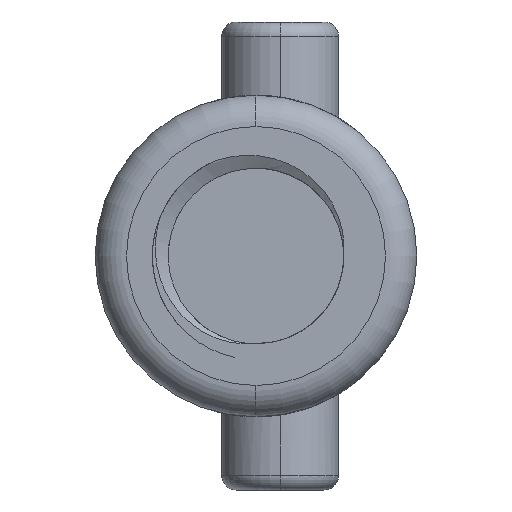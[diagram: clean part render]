
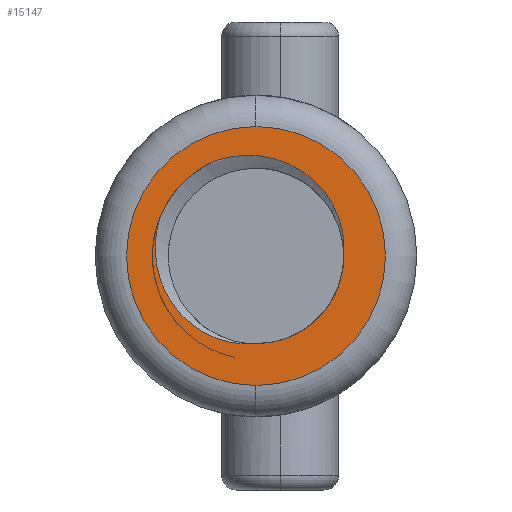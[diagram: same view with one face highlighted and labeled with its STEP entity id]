
A CAD part, left-side view. The second image highlights one B-rep face of the part: STEP entity #15147.
In plain terms, the highlighted planar face has unit normal (-1, 0, 0).
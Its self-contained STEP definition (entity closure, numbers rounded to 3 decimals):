
#53 = ORIENTED_EDGE ( 'NONE', *, *, #10385, .T. ) ;
#260 = CARTESIAN_POINT ( 'NONE',  ( 0., 0.326, 3.367 ) ) ;
#340 = CARTESIAN_POINT ( 'NONE',  ( 0., -1.777, 1.814 ) ) ;
#393 = DIRECTION ( 'NONE',  ( -1., 0., 0. ) ) ;
#545 = CARTESIAN_POINT ( 'NONE',  ( 0., 4.097, 1.355 ) ) ;
#837 = CARTESIAN_POINT ( 'NONE',  ( 0., 2.181, 3.272 ) ) ;
#909 = DIRECTION ( 'NONE',  ( 0., 0., -1. ) ) ;
#990 = FACE_OUTER_BOUND ( 'NONE', #6057, .T. ) ;
#1324 = CARTESIAN_POINT ( 'NONE',  ( 0., 1.128, 3.453 ) ) ;
#1480 = CARTESIAN_POINT ( 'NONE',  ( 0., -2.186, 0.541 ) ) ;
#1494 = CARTESIAN_POINT ( 'NONE',  ( 0., 4.181, 1.098 ) ) ;
#1738 = CARTESIAN_POINT ( 'NONE',  ( 0., 2.869, -2.467 ) ) ;
#1954 = CARTESIAN_POINT ( 'NONE',  ( 0., 0.826, 0. ) ) ;
#2026 = CARTESIAN_POINT ( 'NONE',  ( 0., 1.363, -3.012 ) ) ;
#2120 = EDGE_CURVE ( 'NONE', #7514, #9744, #11638, .T. ) ;
#2281 = ORIENTED_EDGE ( 'NONE', *, *, #8569, .T. ) ;
#2564 = CARTESIAN_POINT ( 'NONE',  ( 0., 0.826, -3. ) ) ;
#2644 = CARTESIAN_POINT ( 'NONE',  ( 0., 4.233, 0.835 ) ) ;
#2715 = CARTESIAN_POINT ( 'NONE',  ( 0., -0.433, 3.091 ) ) ;
#2813 = CARTESIAN_POINT ( 'NONE',  ( 0., 2.273, -2.782 ) ) ;
#3359 = EDGE_CURVE ( 'NONE', #7514, #6488, #8805, .T. ) ;
#3785 = DIRECTION ( 'NONE',  ( -1., 0., 0. ) ) ;
#3884 = CARTESIAN_POINT ( 'NONE',  ( 0., 4.279, 0.301 ) ) ;
#3900 = CARTESIAN_POINT ( 'NONE',  ( 0., 4.097, 1.355 ) ) ;
#4050 = CARTESIAN_POINT ( 'NONE',  ( 0., 2.637, -2.613 ) ) ;
#4335 = DIRECTION ( 'NONE',  ( 0., 0., 1. ) ) ;
#4405 = CARTESIAN_POINT ( 'NONE',  ( 0., 3.919, 1.786 ) ) ;
#5185 = CARTESIAN_POINT ( 'NONE',  ( 0., 0.854, 3.446 ) ) ;
#5199 = CARTESIAN_POINT ( 'NONE',  ( 0., 3.916, -1.26 ) ) ;
#5211 = B_SPLINE_CURVE_WITH_KNOTS ( 'NONE', 3,
 ( #15325, #5351, #8927, #1324, #5185, #260, #5264, #2715, #11408, #13927, #7643, #7724, #12719, #340, #6498, #11564, #10324, #1480, #11483, #15242 ),
 .UNSPECIFIED., .F., .F.,
 ( 4, 2, 2, 2, 2, 2, 2, 2, 2, 4 ),
 ( 0., 0.001, 0.002, 0.002, 0.003, 0.004, 0.004, 0.005, 0.006, 0.006 ),
 .UNSPECIFIED. ) ;
#5264 = CARTESIAN_POINT ( 'NONE',  ( 0., 0.067, 3.297 ) ) ;
#5279 = CARTESIAN_POINT ( 'NONE',  ( 0., 4.097, 1.355 ) ) ;
#5351 = CARTESIAN_POINT ( 'NONE',  ( 0., 1.923, 3.355 ) ) ;
#6057 = EDGE_LOOP ( 'NONE', ( #2281, #11643 ) ) ;
#6069 = VERTEX_POINT ( 'NONE', #14550 ) ;
#6136 = AXIS2_PLACEMENT_3D ( 'NONE', #1954, #11546, #7863 ) ;
#6431 = CARTESIAN_POINT ( 'NONE',  ( 0., 4.185, -0.499 ) ) ;
#6488 = VERTEX_POINT ( 'NONE', #3900 ) ;
#6498 = CARTESIAN_POINT ( 'NONE',  ( 0., -1.842, 1.694 ) ) ;
#6935 = AXIS2_PLACEMENT_3D ( 'NONE', #10227, #3785, #11315 ) ;
#7013 = ORIENTED_EDGE ( 'NONE', *, *, #3359, .T. ) ;
#7514 = VERTEX_POINT ( 'NONE', #10070 ) ;
#7643 = CARTESIAN_POINT ( 'NONE',  ( 0., -1.298, 2.456 ) ) ;
#7669 = EDGE_LOOP ( 'NONE', ( #14496, #7013, #16081, #53 ) ) ;
#7724 = CARTESIAN_POINT ( 'NONE',  ( 0., -1.554, 2.148 ) ) ;
#7740 = CARTESIAN_POINT ( 'NONE',  ( 0., 4.212, -0.368 ) ) ;
#7819 = CARTESIAN_POINT ( 'NONE',  ( 0., 3.281, -2.124 ) ) ;
#7863 = DIRECTION ( 'NONE',  ( 0., 0., 1. ) ) ;
#7959 = EDGE_CURVE ( 'NONE', #14573, #6069, #16044, .T. ) ;
#7975 = CARTESIAN_POINT ( 'NONE',  ( 0., 2.149, -2.83 ) ) ;
#8317 = CARTESIAN_POINT ( 'NONE',  ( 0., -2.174, 0. ) ) ;
#8512 = CARTESIAN_POINT ( 'NONE',  ( 0., 3.826, 0. ) ) ;
#8569 = EDGE_CURVE ( 'NONE', #6069, #14573, #11357, .T. ) ;
#8805 = B_SPLINE_CURVE_WITH_KNOTS ( 'NONE', 3,
 ( #2564, #15094, #2026, #14031, #12656, #7975, #2813, #4050, #1738, #7819, #12814, #9195, #5199, #8943, #13942, #6431, #7740, #12735, #3884, #2644, #1494, #5279 ),
 .UNSPECIFIED., .F., .F.,
 ( 4, 2, 2, 2, 2, 2, 2, 2, 2, 2, 4 ),
 ( 0., 0.001, 0.001, 0.002, 0.002, 0.003, 0.004, 0.004, 0.005, 0.006, 0.006 ),
 .UNSPECIFIED. ) ;
#8927 = CARTESIAN_POINT ( 'NONE',  ( 0., 1.661, 3.408 ) ) ;
#8943 = CARTESIAN_POINT ( 'NONE',  ( 0., 4.069, -0.887 ) ) ;
#9195 = CARTESIAN_POINT ( 'NONE',  ( 0., 3.785, -1.493 ) ) ;
#9377 = CARTESIAN_POINT ( 'NONE',  ( 0., 2.396, 3.183 ) ) ;
#9658 = PLANE ( 'NONE',  #11607 ) ;
#9744 = VERTEX_POINT ( 'NONE', #8317 ) ;
#9761 = AXIS2_PLACEMENT_3D ( 'NONE', #15374, #393, #4335 ) ;
#10070 = CARTESIAN_POINT ( 'NONE',  ( 0., 0.826, -3. ) ) ;
#10227 = CARTESIAN_POINT ( 'NONE',  ( 0., 0.826, 0. ) ) ;
#10324 = CARTESIAN_POINT ( 'NONE',  ( 0., -2.092, 1.073 ) ) ;
#10385 = EDGE_CURVE ( 'NONE', #12214, #9744, #5211, .T. ) ;
#10439 = CARTESIAN_POINT ( 'NONE',  ( 0., 2.6, 3.074 ) ) ;
#10773 = CARTESIAN_POINT ( 'NONE',  ( 0., 3.165, 2.669 ) ) ;
#11315 = DIRECTION ( 'NONE',  ( 0., 0., 1. ) ) ;
#11357 = CIRCLE ( 'NONE', #9761, 4.427 ) ;
#11408 = CARTESIAN_POINT ( 'NONE',  ( 0., -0.666, 2.96 ) ) ;
#11483 = CARTESIAN_POINT ( 'NONE',  ( 0., -2.198, 0.27 ) ) ;
#11546 = DIRECTION ( 'NONE',  ( -1., 0., 0. ) ) ;
#11564 = CARTESIAN_POINT ( 'NONE',  ( 0., -2.012, 1.328 ) ) ;
#11607 = AXIS2_PLACEMENT_3D ( 'NONE', #8512, #13512, #909 ) ;
#11638 = CIRCLE ( 'NONE', #6935, 3. ) ;
#11643 = ORIENTED_EDGE ( 'NONE', *, *, #7959, .T. ) ;
#11765 = CARTESIAN_POINT ( 'NONE',  ( 0., 2.181, 3.272 ) ) ;
#12214 = VERTEX_POINT ( 'NONE', #837 ) ;
#12631 = B_SPLINE_CURVE_WITH_KNOTS ( 'NONE', 3,
 ( #545, #4405, #15696, #10773, #12997, #10439, #9377, #11765 ),
 .UNSPECIFIED., .F., .F.,
 ( 4, 2, 2, 4 ),
 ( 0., 0.001, 0.002, 0.003 ),
 .UNSPECIFIED. ) ;
#12656 = CARTESIAN_POINT ( 'NONE',  ( 0., 1.892, -2.91 ) ) ;
#12719 = CARTESIAN_POINT ( 'NONE',  ( 0., -1.633, 2.041 ) ) ;
#12735 = CARTESIAN_POINT ( 'NONE',  ( 0., 4.271, 0.028 ) ) ;
#12814 = CARTESIAN_POINT ( 'NONE',  ( 0., 3.466, -1.928 ) ) ;
#12997 = CARTESIAN_POINT ( 'NONE',  ( 0., 2.984, 2.817 ) ) ;
#13511 = CARTESIAN_POINT ( 'NONE',  ( 0., 0.826, -4.427 ) ) ;
#13512 = DIRECTION ( 'NONE',  ( 1., 0., 0. ) ) ;
#13927 = CARTESIAN_POINT ( 'NONE',  ( 0., -1.098, 2.643 ) ) ;
#13942 = CARTESIAN_POINT ( 'NONE',  ( 0., 4.114, -0.758 ) ) ;
#14031 = CARTESIAN_POINT ( 'NONE',  ( 0., 1.759, -2.942 ) ) ;
#14496 = ORIENTED_EDGE ( 'NONE', *, *, #2120, .F. ) ;
#14550 = CARTESIAN_POINT ( 'NONE',  ( 0., 0.826, 4.427 ) ) ;
#14573 = VERTEX_POINT ( 'NONE', #13511 ) ;
#15094 = CARTESIAN_POINT ( 'NONE',  ( 0., 1.096, -3.024 ) ) ;
#15147 = ADVANCED_FACE ( 'NONE', ( #15734, #990 ), #9658, .F. ) ;
#15242 = CARTESIAN_POINT ( 'NONE',  ( 0., -2.174, 0. ) ) ;
#15325 = CARTESIAN_POINT ( 'NONE',  ( 0., 2.181, 3.272 ) ) ;
#15374 = CARTESIAN_POINT ( 'NONE',  ( 0., 0.826, 0. ) ) ;
#15671 = EDGE_CURVE ( 'NONE', #6488, #12214, #12631, .T. ) ;
#15696 = CARTESIAN_POINT ( 'NONE',  ( 0., 3.658, 2.175 ) ) ;
#15734 = FACE_BOUND ( 'NONE', #7669, .T. ) ;
#16044 = CIRCLE ( 'NONE', #6136, 4.427 ) ;
#16081 = ORIENTED_EDGE ( 'NONE', *, *, #15671, .T. ) ;
